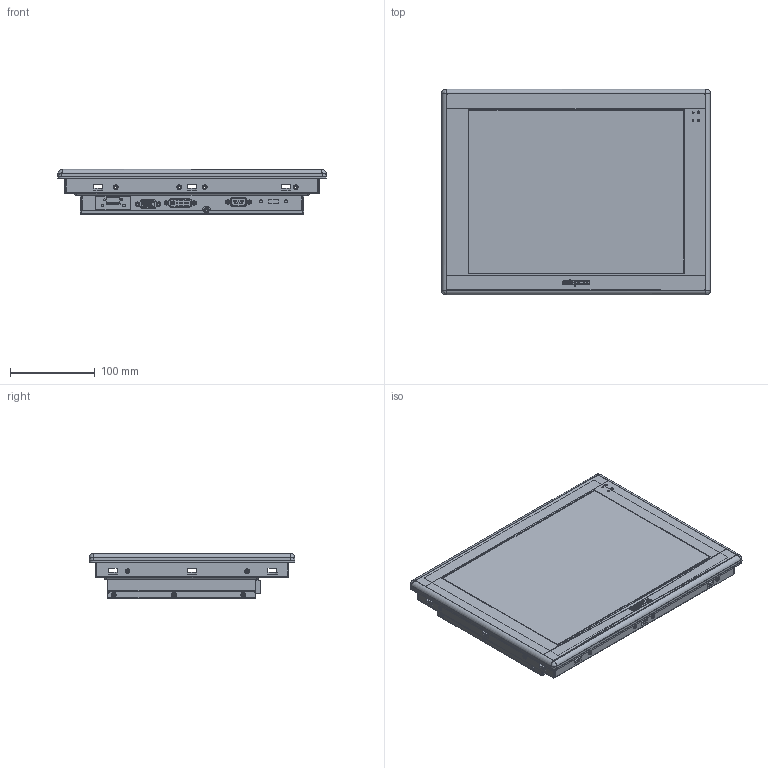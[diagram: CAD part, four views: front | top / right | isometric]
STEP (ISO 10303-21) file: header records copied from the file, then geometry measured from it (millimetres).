
FILE_DESCRIPTION (( 'STEP AP203' ), '1' );
FILE_NAME ('APPD1200T.STEP', '2015-03-23T08:02:00', ( '' ), ( '' ), 'SwSTEP 2.0', 'SolidWorks 2015', '' );
FILE_SCHEMA (( 'CONFIG_CONTROL_DESIGN' ));
Length unit declared in the file: millimetre
Products named in the file (1): APPD1200T
Bounding box: 317 x 243 x 53.7 mm (x, y, z)
Surface area: 466097.4 mm2 (no closed solid volume)
Topology: 0 solids, 72 shells, 797 faces, 3285 edges, 2484 vertices
Faces by surface type: plane 385, cylinder 227, bspline 81, cone 76, torus 28
Entity records: 48702 total; most frequent: CARTESIAN_POINT 23677, ORIENTED_EDGE 4837, DIRECTION 4379, EDGE_CURVE 3264, VERTEX_POINT 2484, LINE 1799, VECTOR 1799, AXIS2_PLACEMENT_3D 1290
